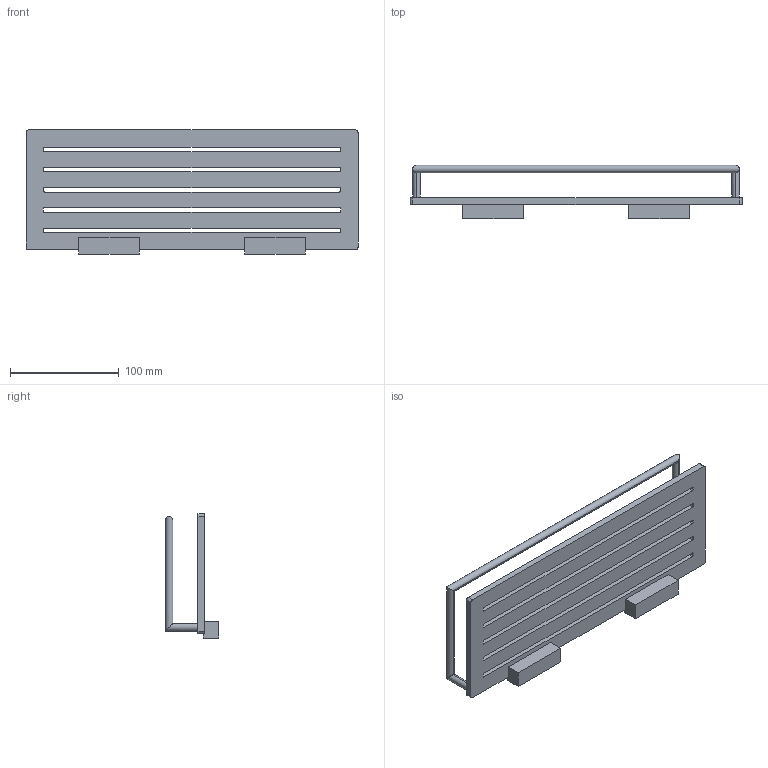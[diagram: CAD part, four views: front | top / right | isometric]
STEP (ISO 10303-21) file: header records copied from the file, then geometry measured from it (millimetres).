
FILE_DESCRIPTION((''),'2;1');
FILE_NAME('28502_SW0001','2025-12-04T17:31:39',('SwamiS'),(''),'CREO PARAMETRIC BY PTC INC, 2025093','CREO PARAMETRIC BY PTC INC, 2025093','');
FILE_SCHEMA(('CONFIG_CONTROL_DESIGN'));
Length unit declared in the file: inch
Products named in the file (1): 28502_SW0001
Bounding box: 304.8 x 49 x 114.02 mm (x, y, z)
Volume: 211828.8 mm3; surface area: 94039 mm2
Topology: 1 solids, 1 shells, 72 faces, 206 edges, 136 vertices
Faces by surface type: plane 38, cylinder 34
Entity records: 2600 total; most frequent: CARTESIAN_POINT 624, ORIENTED_EDGE 412, DIRECTION 390, EDGE_CURVE 206, VECTOR 142, LINE 142, VERTEX_POINT 136, AXIS2_PLACEMENT_3D 124
